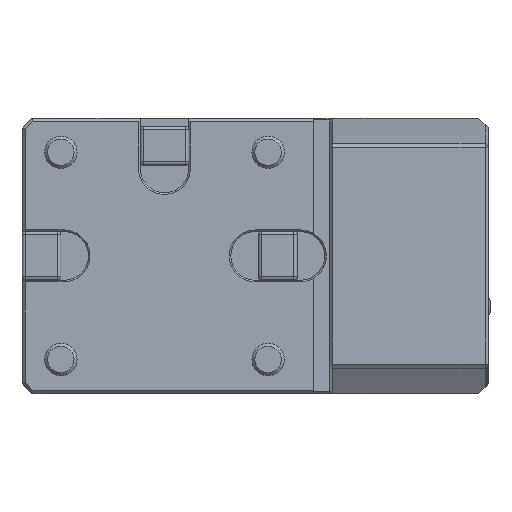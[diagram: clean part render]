
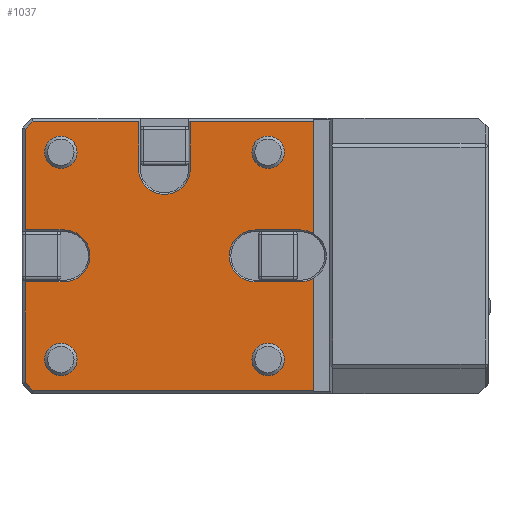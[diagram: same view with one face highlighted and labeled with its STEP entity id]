
A CAD part, top view. The second image highlights one B-rep face of the part: STEP entity #1037.
In plain terms, the highlighted planar face has unit normal (0, 0, 1).
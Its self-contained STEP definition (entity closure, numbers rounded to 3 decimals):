
#243=LINE('',#5754,#586);
#244=LINE('',#5756,#587);
#246=LINE('',#5760,#589);
#250=LINE('',#5770,#593);
#251=LINE('',#5772,#594);
#253=LINE('',#5776,#596);
#256=LINE('',#5789,#599);
#259=LINE('',#5797,#602);
#260=LINE('',#5806,#603);
#262=LINE('',#5810,#605);
#265=LINE('',#5816,#608);
#266=LINE('',#5818,#609);
#268=LINE('',#5822,#611);
#271=LINE('',#5830,#614);
#273=LINE('',#5834,#616);
#586=VECTOR('',#4421,1.);
#587=VECTOR('',#4424,1.);
#589=VECTOR('',#4428,1.);
#593=VECTOR('',#4438,1.);
#594=VECTOR('',#4441,1.);
#596=VECTOR('',#4445,1.);
#599=VECTOR('',#4454,1.);
#602=VECTOR('',#4463,1.);
#603=VECTOR('',#4470,1.);
#605=VECTOR('',#4474,1.);
#608=VECTOR('',#4479,1.);
#609=VECTOR('',#4482,1.);
#611=VECTOR('',#4486,1.);
#614=VECTOR('',#4495,1.);
#616=VECTOR('',#4499,1.);
#852=FACE_BOUND('',#1590,.T.);
#853=FACE_BOUND('',#1591,.T.);
#854=FACE_BOUND('',#1592,.T.);
#855=FACE_BOUND('',#1593,.T.);
#856=FACE_BOUND('',#1594,.T.);
#1037=ADVANCED_FACE('',(#852,#853,#854,#855,#856),#1243,.T.);
#1243=PLANE('',#3828);
#1590=EDGE_LOOP('',(#2202));
#1591=EDGE_LOOP('',(#2203));
#1592=EDGE_LOOP('',(#2204));
#1593=EDGE_LOOP('',(#2205));
#1594=EDGE_LOOP('',(#2206,#2207,#2208,#2209,#2210,#2211,#2212,#2213,#2214,
#2215,#2216,#2217,#2218,#2219,#2220,#2221,#2222,#2223,#2224,#2225));
#2202=ORIENTED_EDGE('',*,*,#3307,.F.);
#2203=ORIENTED_EDGE('',*,*,#3308,.F.);
#2204=ORIENTED_EDGE('',*,*,#3309,.F.);
#2205=ORIENTED_EDGE('',*,*,#3083,.F.);
#2206=ORIENTED_EDGE('',*,*,#3306,.T.);
#2207=ORIENTED_EDGE('',*,*,#3304,.T.);
#2208=ORIENTED_EDGE('',*,*,#3302,.T.);
#2209=ORIENTED_EDGE('',*,*,#3300,.T.);
#2210=ORIENTED_EDGE('',*,*,#3298,.T.);
#2211=ORIENTED_EDGE('',*,*,#3297,.T.);
#2212=ORIENTED_EDGE('',*,*,#3294,.T.);
#2213=ORIENTED_EDGE('',*,*,#3292,.T.);
#2214=ORIENTED_EDGE('',*,*,#3291,.T.);
#2215=ORIENTED_EDGE('',*,*,#3289,.T.);
#2216=ORIENTED_EDGE('',*,*,#3287,.T.);
#2217=ORIENTED_EDGE('',*,*,#3285,.T.);
#2218=ORIENTED_EDGE('',*,*,#3283,.T.);
#2219=ORIENTED_EDGE('',*,*,#3280,.F.);
#2220=ORIENTED_EDGE('',*,*,#3278,.T.);
#2221=ORIENTED_EDGE('',*,*,#3277,.T.);
#2222=ORIENTED_EDGE('',*,*,#3275,.T.);
#2223=ORIENTED_EDGE('',*,*,#3272,.T.);
#2224=ORIENTED_EDGE('',*,*,#3270,.T.);
#2225=ORIENTED_EDGE('',*,*,#3269,.T.);
#2763=VERTEX_POINT('',#5375);
#2884=VERTEX_POINT('',#5751);
#2885=VERTEX_POINT('',#5753);
#2886=VERTEX_POINT('',#5757);
#2887=VERTEX_POINT('',#5761);
#2888=VERTEX_POINT('',#5765);
#2889=VERTEX_POINT('',#5769);
#2890=VERTEX_POINT('',#5773);
#2891=VERTEX_POINT('',#5777);
#2892=VERTEX_POINT('',#5784);
#2893=VERTEX_POINT('',#5788);
#2894=VERTEX_POINT('',#5792);
#2895=VERTEX_POINT('',#5796);
#2896=VERTEX_POINT('',#5803);
#2897=VERTEX_POINT('',#5807);
#2898=VERTEX_POINT('',#5811);
#2899=VERTEX_POINT('',#5815);
#2900=VERTEX_POINT('',#5819);
#2901=VERTEX_POINT('',#5823);
#2902=VERTEX_POINT('',#5827);
#2903=VERTEX_POINT('',#5831);
#2904=VERTEX_POINT('',#5837);
#2905=VERTEX_POINT('',#5839);
#2906=VERTEX_POINT('',#5841);
#3083=EDGE_CURVE('',#2763,#2763,#3570,.T.);
#3269=EDGE_CURVE('',#2884,#2885,#243,.T.);
#3270=EDGE_CURVE('',#2886,#2884,#244,.T.);
#3272=EDGE_CURVE('',#2887,#2886,#246,.T.);
#3275=EDGE_CURVE('',#2888,#2887,#3592,.T.);
#3277=EDGE_CURVE('',#2889,#2888,#250,.T.);
#3278=EDGE_CURVE('',#2890,#2889,#251,.T.);
#3280=EDGE_CURVE('',#2890,#2891,#253,.T.);
#3283=EDGE_CURVE('',#2892,#2891,#3593,.T.);
#3285=EDGE_CURVE('',#2893,#2892,#256,.T.);
#3287=EDGE_CURVE('',#2894,#2893,#3594,.T.);
#3289=EDGE_CURVE('',#2895,#2894,#259,.T.);
#3291=EDGE_CURVE('',#2896,#2895,#3595,.T.);
#3292=EDGE_CURVE('',#2897,#2896,#260,.T.);
#3294=EDGE_CURVE('',#2898,#2897,#262,.T.);
#3297=EDGE_CURVE('',#2899,#2898,#265,.T.);
#3298=EDGE_CURVE('',#2900,#2899,#266,.T.);
#3300=EDGE_CURVE('',#2901,#2900,#268,.T.);
#3302=EDGE_CURVE('',#2902,#2901,#3596,.T.);
#3304=EDGE_CURVE('',#2903,#2902,#271,.T.);
#3306=EDGE_CURVE('',#2885,#2903,#273,.T.);
#3307=EDGE_CURVE('',#2904,#2904,#3597,.T.);
#3308=EDGE_CURVE('',#2905,#2905,#3598,.T.);
#3309=EDGE_CURVE('',#2906,#2906,#3599,.T.);
#3570=CIRCLE('',#3713,4.995);
#3592=CIRCLE('',#3803,8.);
#3593=CIRCLE('',#3808,8.);
#3594=CIRCLE('',#3811,8.);
#3595=CIRCLE('',#3814,8.);
#3596=CIRCLE('',#3821,8.);
#3597=CIRCLE('',#3825,4.995);
#3598=CIRCLE('',#3826,4.995);
#3599=CIRCLE('',#3827,4.995);
#3713=AXIS2_PLACEMENT_3D('',#5374,#4085,#4086);
#3803=AXIS2_PLACEMENT_3D('',#5766,#4433,#4434);
#3808=AXIS2_PLACEMENT_3D('',#5785,#4449,#4450);
#3811=AXIS2_PLACEMENT_3D('',#5793,#4458,#4459);
#3814=AXIS2_PLACEMENT_3D('',#5804,#4466,#4467);
#3821=AXIS2_PLACEMENT_3D('',#5826,#4490,#4491);
#3825=AXIS2_PLACEMENT_3D('',#5836,#4502,#4503);
#3826=AXIS2_PLACEMENT_3D('',#5838,#4504,#4505);
#3827=AXIS2_PLACEMENT_3D('',#5840,#4506,#4507);
#3828=AXIS2_PLACEMENT_3D('',#5842,#4508,#4509);
#4085=DIRECTION('',(0.,0.,1.));
#4086=DIRECTION('',(1.,0.,0.));
#4421=DIRECTION('',(-0.707,-0.707,0.));
#4424=DIRECTION('',(-1.,0.,0.));
#4428=DIRECTION('',(0.,1.,0.));
#4433=DIRECTION('',(0.,0.,-1.));
#4434=DIRECTION('',(1.,0.,0.));
#4438=DIRECTION('',(0.,-1.,0.));
#4441=DIRECTION('',(-1.,0.,0.));
#4445=DIRECTION('',(0.,-1.,0.));
#4449=DIRECTION('',(0.,0.,-1.));
#4450=DIRECTION('',(1.,0.,0.));
#4454=DIRECTION('',(1.,0.,0.));
#4458=DIRECTION('',(0.,0.,-1.));
#4459=DIRECTION('',(1.,0.,0.));
#4463=DIRECTION('',(-1.,0.,0.));
#4466=DIRECTION('',(0.,0.,-1.));
#4467=DIRECTION('',(1.,0.,0.));
#4470=DIRECTION('',(0.,1.,0.));
#4474=DIRECTION('',(1.,0.,0.));
#4479=DIRECTION('',(0.707,-0.707,0.));
#4482=DIRECTION('',(0.,-1.,0.));
#4486=DIRECTION('',(-1.,0.,0.));
#4490=DIRECTION('',(0.,0.,-1.));
#4491=DIRECTION('',(1.,0.,0.));
#4495=DIRECTION('',(1.,0.,0.));
#4499=DIRECTION('',(0.,-1.,0.));
#4502=DIRECTION('',(0.,0.,1.));
#4503=DIRECTION('',(1.,0.,0.));
#4504=DIRECTION('',(0.,0.,1.));
#4505=DIRECTION('',(1.,0.,0.));
#4506=DIRECTION('',(0.,0.,1.));
#4507=DIRECTION('',(1.,0.,0.));
#4508=DIRECTION('',(0.,0.,1.));
#4509=DIRECTION('',(-1.,0.,0.));
#5374=CARTESIAN_POINT('',(32.,-32.,0.));
#5375=CARTESIAN_POINT('',(36.995,-32.,0.));
#5751=CARTESIAN_POINT('',(-40.586,41.5,0.));
#5753=CARTESIAN_POINT('',(-43.,39.086,0.));
#5754=CARTESIAN_POINT('',(-84.293,-2.207,0.));
#5756=CARTESIAN_POINT('',(-44.,41.5,0.));
#5757=CARTESIAN_POINT('',(-8.,41.5,0.));
#5760=CARTESIAN_POINT('',(-8.,41.5,0.));
#5761=CARTESIAN_POINT('',(-8.,27.,0.));
#5765=CARTESIAN_POINT('',(8.,27.,0.));
#5766=CARTESIAN_POINT('',(0.,27.,0.));
#5769=CARTESIAN_POINT('',(8.,41.5,0.));
#5770=CARTESIAN_POINT('',(8.,27.,0.));
#5772=CARTESIAN_POINT('',(-44.,41.5,0.));
#5773=CARTESIAN_POINT('',(46.,41.5,0.));
#5776=CARTESIAN_POINT('',(46.,179.769,0.));
#5777=CARTESIAN_POINT('',(46.,6.928,0.));
#5784=CARTESIAN_POINT('',(42.,8.,0.));
#5785=CARTESIAN_POINT('',(42.,0.,0.));
#5788=CARTESIAN_POINT('',(28.,8.,0.));
#5789=CARTESIAN_POINT('',(-44.,8.,0.));
#5792=CARTESIAN_POINT('',(28.,-8.,0.));
#5793=CARTESIAN_POINT('',(28.,0.,0.));
#5796=CARTESIAN_POINT('',(42.,-8.,0.));
#5797=CARTESIAN_POINT('',(-44.,-8.,0.));
#5803=CARTESIAN_POINT('',(46.,-6.928,0.));
#5804=CARTESIAN_POINT('',(42.,0.,0.));
#5806=CARTESIAN_POINT('',(46.,-179.769,0.));
#5807=CARTESIAN_POINT('',(46.,-41.5,0.));
#5810=CARTESIAN_POINT('',(46.,-41.5,0.));
#5811=CARTESIAN_POINT('',(-40.586,-41.5,0.));
#5815=CARTESIAN_POINT('',(-43.,-39.086,0.));
#5816=CARTESIAN_POINT('',(-41.793,-40.293,0.));
#5818=CARTESIAN_POINT('',(-43.,-42.5,0.));
#5819=CARTESIAN_POINT('',(-43.,-8.,0.));
#5822=CARTESIAN_POINT('',(-43.,-8.,0.));
#5823=CARTESIAN_POINT('',(-31.,-8.,0.));
#5826=CARTESIAN_POINT('',(-31.,0.,0.));
#5827=CARTESIAN_POINT('',(-31.,8.,0.));
#5830=CARTESIAN_POINT('',(-31.,8.,0.));
#5831=CARTESIAN_POINT('',(-43.,8.,0.));
#5834=CARTESIAN_POINT('',(-43.,-42.5,0.));
#5836=CARTESIAN_POINT('',(-32.,-32.,0.));
#5837=CARTESIAN_POINT('',(-27.005,-32.,0.));
#5838=CARTESIAN_POINT('',(-32.,32.,0.));
#5839=CARTESIAN_POINT('',(-27.005,32.,0.));
#5840=CARTESIAN_POINT('',(32.,32.,0.));
#5841=CARTESIAN_POINT('',(36.995,32.,0.));
#5842=CARTESIAN_POINT('',(-44.,-42.5,0.));
